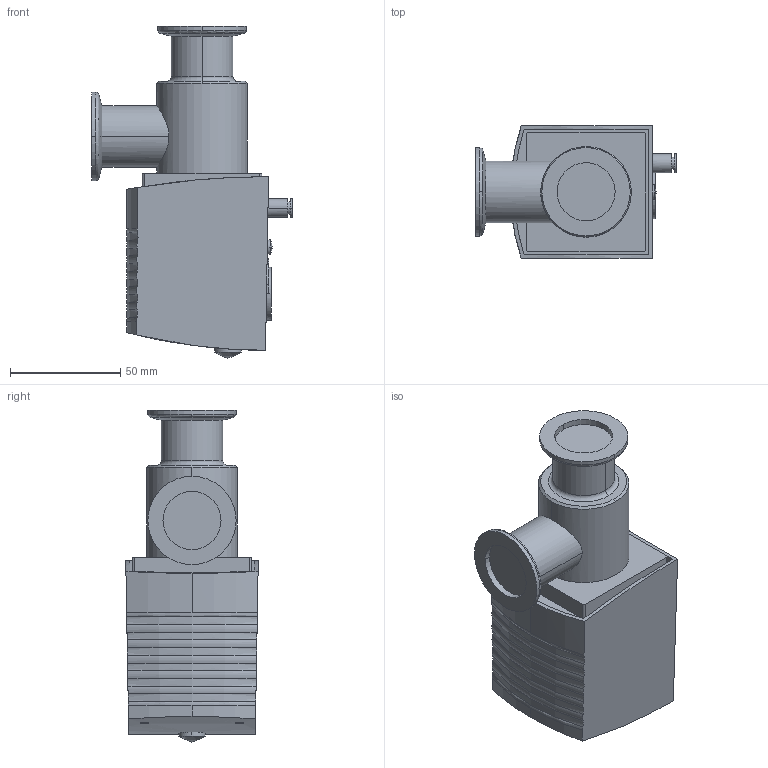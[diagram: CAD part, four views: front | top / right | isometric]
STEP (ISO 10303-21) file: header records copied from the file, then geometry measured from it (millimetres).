
FILE_DESCRIPTION (( 'STEP AP214' ), '1' );
FILE_NAME ('PFA48433.step', '2017-07-10T09:52:00', ( 'install' ), ( '' ), 'SwSTEP 2.0', 'SolidWorks 2015', '' );
FILE_SCHEMA (( 'AUTOMOTIVE_DESIGN' ));
Length unit declared in the file: millimetre
Products named in the file (1): PFA48433
Bounding box: 90.9 x 60 x 150.3 mm (x, y, z)
Volume: 368972.5 mm3; surface area: 42388.6 mm2
Topology: 1 solids, 1 shells, 122 faces, 296 edges, 194 vertices
Faces by surface type: cylinder 49, plane 41, bspline 17, torus 9, cone 6
Entity records: 5804 total; most frequent: CARTESIAN_POINT 1689, ORIENTED_EDGE 592, DIRECTION 538, EDGE_CURVE 296, AXIS2_PLACEMENT_3D 216, VERTEX_POINT 194, EDGE_LOOP 140, UNCERTAINTY_MEASURE_WITH_UNIT 125
